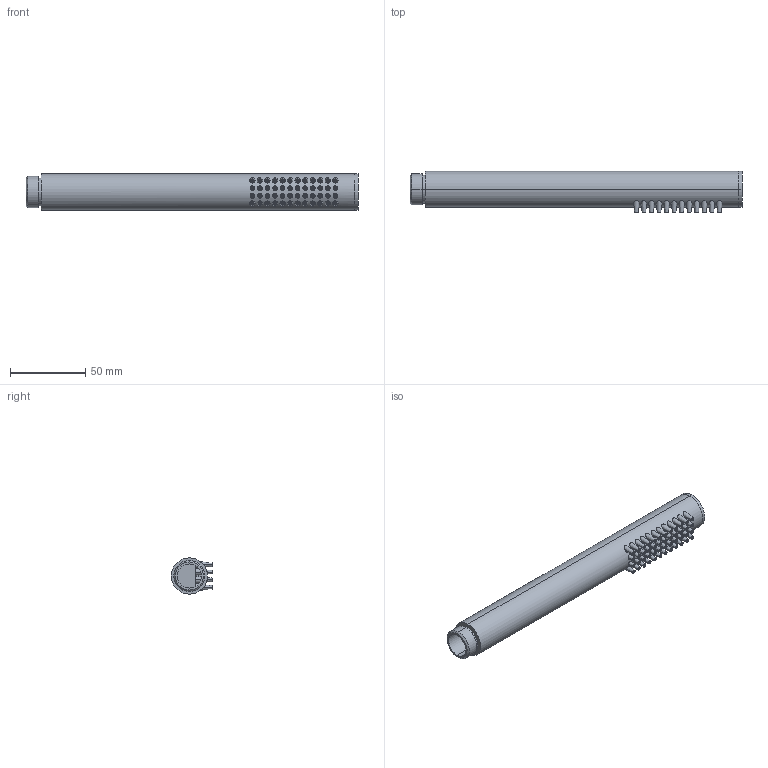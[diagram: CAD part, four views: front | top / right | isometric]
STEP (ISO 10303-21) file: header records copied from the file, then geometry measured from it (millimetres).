
FILE_DESCRIPTION((''),'2;1');
FILE_NAME('AS-HRB008CP','2020-05-07T',('Administrator'),(''),'PRO/ENGINEER BY PARAMETRIC TECHNOLOGY CORPORATION, 2010280','PRO/ENGINEER BY PARAMETRIC TECHNOLOGY CORPORATION, 2010280','');
FILE_SCHEMA(('AUTOMOTIVE_DESIGN_CC2 { 1 2 10303 214 -1 1 5 2 }'));
Length unit declared in the file: millimetre
Products named in the file (1): AS-HRB008CP
Bounding box: 220 x 27.5 x 24 mm (x, y, z)
Volume: 21871.4 mm3; surface area: 39707.5 mm2
Topology: 1 solids, 1 shells, 597 faces, 1192 edges, 794 vertices
Faces by surface type: cylinder 300, cone 194, plane 103
Entity records: 18564 total; most frequent: CARTESIAN_POINT 6375, DIRECTION 2412, ORIENTED_EDGE 2384, EDGE_CURVE 1192, AXIS2_PLACEMENT_3D 1007, VERTEX_POINT 794, EDGE_LOOP 794, FACE_OUTER_BOUND 597
